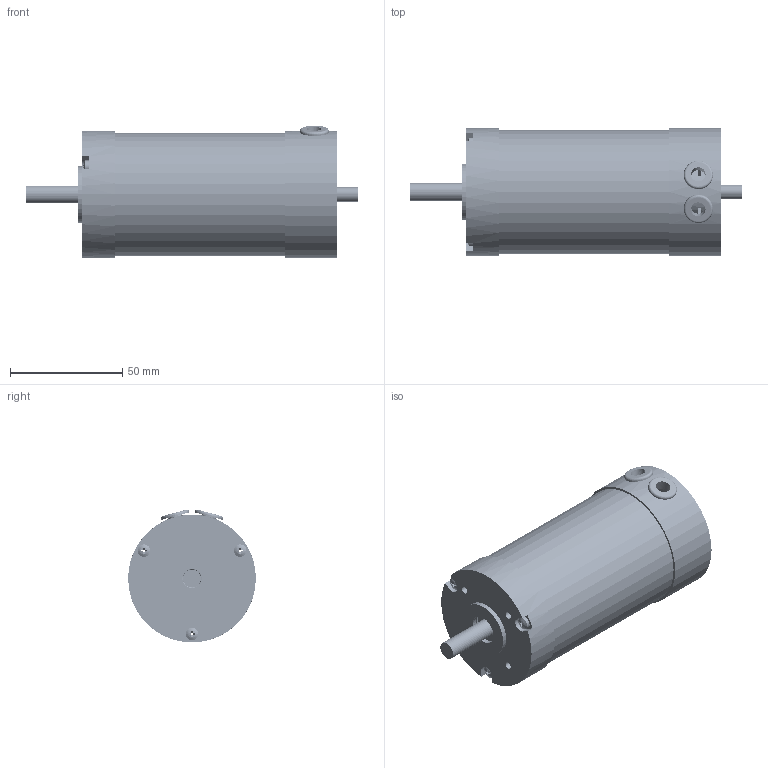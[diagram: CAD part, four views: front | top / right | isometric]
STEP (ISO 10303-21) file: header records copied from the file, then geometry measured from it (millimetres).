
FILE_DESCRIPTION((''),'2;1');
FILE_NAME('3_1_02_057_0000_SW0002','2016-10-12T',('wujiahao'),(''),'CREO PARAMETRIC BY PTC INC, 2015200','CREO PARAMETRIC BY PTC INC, 2015200','');
FILE_SCHEMA(('CONFIG_CONTROL_DESIGN'));
Products named in the file (1): 3_1_02_057_0000_SW0002
Bounding box: 148.1 x 57 x 59.22 mm (x, y, z)
Surface area: 86469.5 mm2 (no closed solid volume)
Topology: 0 solids, 2712 shells, 9409 faces, 32957 edges, 26089 vertices
Faces by surface type: cylinder 6025, plane 3329, torus 38, sphere 10, cone 4, bspline 3
Entity records: 346783 total; most frequent: CARTESIAN_POINT 69534, DIRECTION 64312, ORIENTED_EDGE 40488, EDGE_CURVE 32955, VERTEX_POINT 26088, AXIS2_PLACEMENT_3D 22012, VECTOR 20288, LINE 20288
